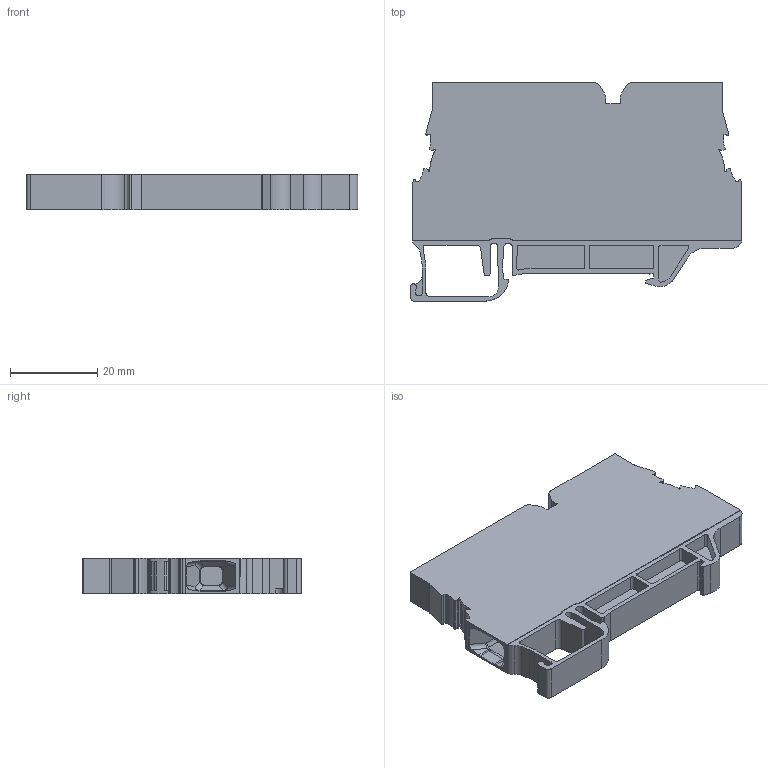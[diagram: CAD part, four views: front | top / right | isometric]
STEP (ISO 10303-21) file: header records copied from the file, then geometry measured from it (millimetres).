
FILE_DESCRIPTION (( 'STEP AP203' ), '1' );
FILE_NAME ('MRK 6 Test Klemens - Kovansýz.STEP', '2019-03-21T07:36:48', ( '' ), ( '' ), 'SwSTEP 2.0', 'SolidWorks 2011', '' );
FILE_SCHEMA (( 'CONFIG_CONTROL_DESIGN' ));
Length unit declared in the file: millimetre
Products named in the file (1): MRK 6 Test Klemens - Kovansýz
Bounding box: 76.05 x 50 x 8.1 mm (x, y, z)
Volume: 17736.4 mm3; surface area: 12598.3 mm2
Topology: 1 solids, 1 shells, 561 faces, 1580 edges, 1030 vertices
Faces by surface type: plane 277, cylinder 229, bspline 24, torus 13, sphere 12, cone 6
Entity records: 18634 total; most frequent: CARTESIAN_POINT 3971, ORIENTED_EDGE 3160, DIRECTION 3034, EDGE_CURVE 1580, AXIS2_PLACEMENT_3D 1044, VERTEX_POINT 1030, VECTOR 946, LINE 946
